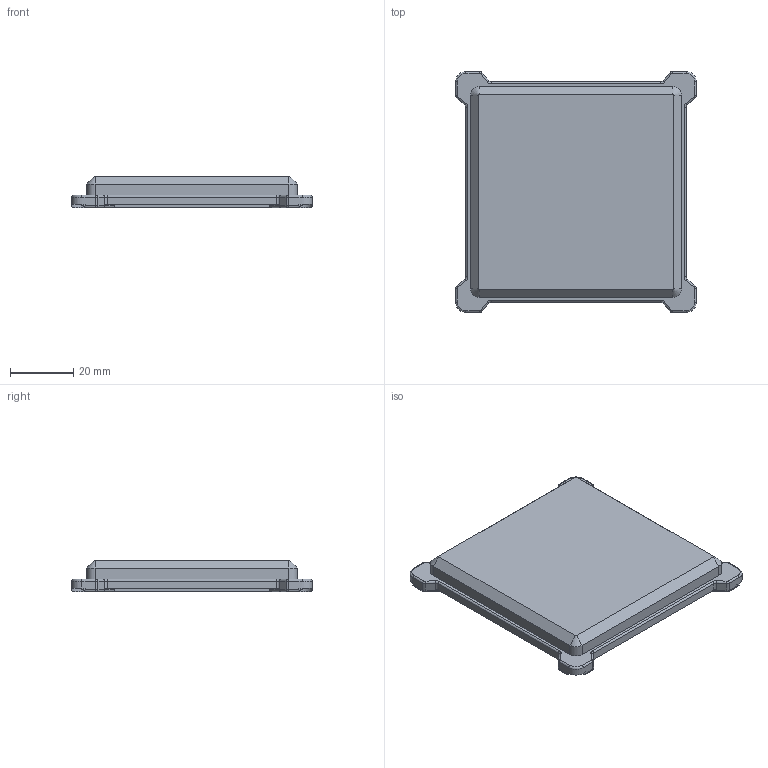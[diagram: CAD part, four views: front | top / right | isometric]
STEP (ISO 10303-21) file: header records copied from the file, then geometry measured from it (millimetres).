
FILE_DESCRIPTION(('FreeCAD Model'),'2;1');
FILE_NAME('Open CASCADE Shape Model','2024-12-23T19:41:14',('Author'),( ''),'Open CASCADE STEP processor 7.8','FreeCAD','Unknown');
FILE_SCHEMA(('AUTOMOTIVE_DESIGN { 1 0 10303 214 1 1 1 1 }'));
Length unit declared in the file: millimetre
Products named in the file (3): Part; Dessus; Dessous
Assembly tree (2 placements, depth 2):
  Part
    Dessus
    Dessous
Bounding box: 76 x 76 x 10 mm (x, y, z)
Volume: 44910 mm3; surface area: 21266 mm2
Topology: 2 solids, 2 shells, 164 faces, 396 edges, 240 vertices
Faces by surface type: cylinder 76, plane 56, revolution 16, torus 12, cone 4
Full cylindrical faces by diameter (mm): 4.2 x4
Entity records: 5143 total; most frequent: CARTESIAN_POINT 1139, DIRECTION 874, ORIENTED_EDGE 792, EDGE_CURVE 396, AXIS2_PLACEMENT_3D 319, VERTEX_POINT 240, LINE 220, VECTOR 220
